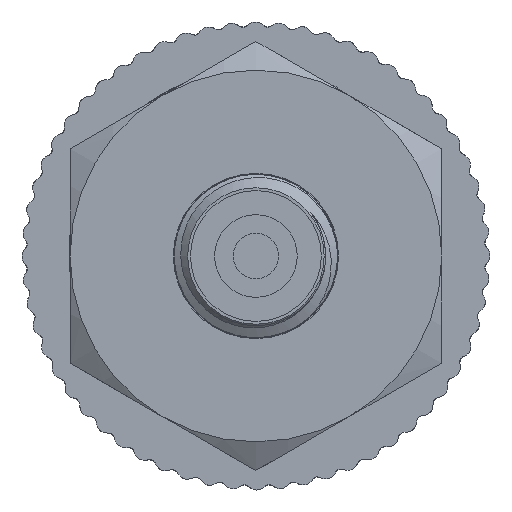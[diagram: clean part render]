
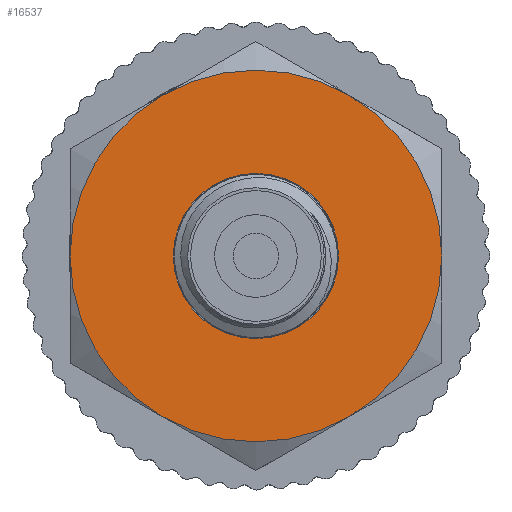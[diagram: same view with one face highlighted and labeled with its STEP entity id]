
A CAD part, left-side view. The second image highlights one B-rep face of the part: STEP entity #16537.
In plain terms, the highlighted face is planar.
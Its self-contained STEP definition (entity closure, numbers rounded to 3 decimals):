
#226=FACE_BOUND('',#2848,.T.);
#937=PLANE('',#17359);
#1885=FACE_OUTER_BOUND('',#2847,.T.);
#2847=EDGE_LOOP('',(#15451));
#2848=EDGE_LOOP('',(#15452));
#3147=CIRCLE('',#17358,13.5);
#3148=CIRCLE('',#17360,6.);
#7923=VERTEX_POINT('',#51284);
#7924=VERTEX_POINT('',#51288);
#10436=EDGE_CURVE('',#7923,#7923,#3147,.T.);
#10438=EDGE_CURVE('',#7924,#7924,#3148,.T.);
#15451=ORIENTED_EDGE('',*,*,#10436,.T.);
#15452=ORIENTED_EDGE('',*,*,#10438,.F.);
#16537=ADVANCED_FACE('',(#1885,#226),#937,.T.);
#17358=AXIS2_PLACEMENT_3D('',#51285,#19803,#19804);
#17359=AXIS2_PLACEMENT_3D('',#51287,#19806,#19807);
#17360=AXIS2_PLACEMENT_3D('',#51289,#19808,#19809);
#19803=DIRECTION('center_axis',(1.,0.,0.));
#19804=DIRECTION('ref_axis',(0.,0.,-1.));
#19806=DIRECTION('center_axis',(1.,0.,0.));
#19807=DIRECTION('ref_axis',(0.,0.,-1.));
#19808=DIRECTION('center_axis',(1.,0.,0.));
#19809=DIRECTION('ref_axis',(0.,0.,-1.));
#51284=CARTESIAN_POINT('',(-11.,-13.5,0.));
#51285=CARTESIAN_POINT('Origin',(-11.,0.,0.));
#51287=CARTESIAN_POINT('Origin',(-11.,6.,0.));
#51288=CARTESIAN_POINT('',(-11.,0.,6.));
#51289=CARTESIAN_POINT('Origin',(-11.,0.,0.));
